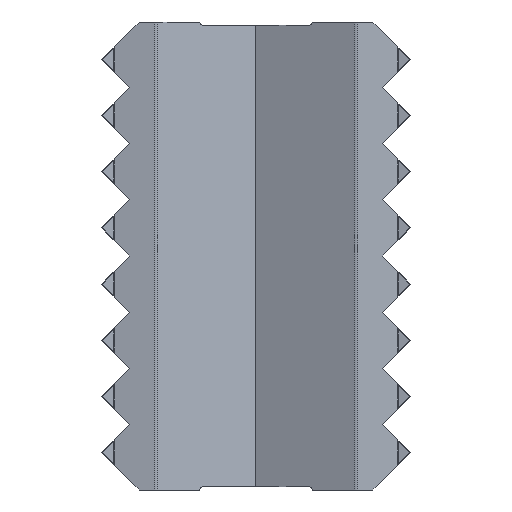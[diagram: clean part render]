
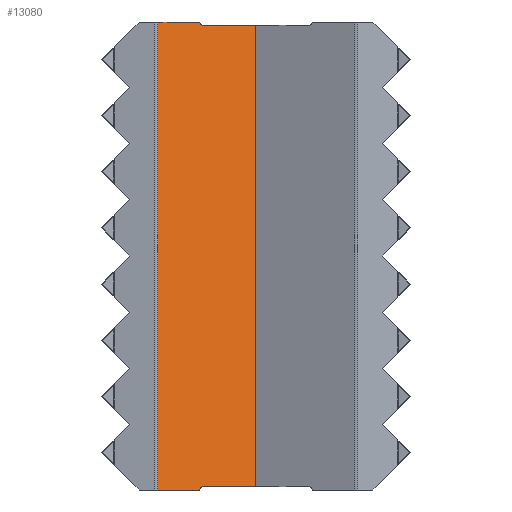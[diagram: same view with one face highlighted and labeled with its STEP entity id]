
A CAD part, front view. The second image highlights one B-rep face of the part: STEP entity #13080.
In plain terms, the highlighted face is planar.
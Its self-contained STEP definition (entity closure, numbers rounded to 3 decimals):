
#5810=CARTESIAN_POINT('',(44.292,114.903,-0.));
#5820=VERTEX_POINT('',#5810);
#5870=CARTESIAN_POINT('',(3.26,92.484,0.));
#5880=DIRECTION('',(-0.878,-0.479,0.));
#5890=VECTOR('',#5880,1.);
#5900=LINE('',#5870,#5890);
#5910=CARTESIAN_POINT('',(50.811,118.464,
0.));
#5920=VERTEX_POINT('',#5910);
#5930=EDGE_CURVE('',#5920,#5820,#5900,.T.);
#8790=CARTESIAN_POINT('',(50.811,118.464,75.));
#8800=VERTEX_POINT('',#8790);
#8830=CARTESIAN_POINT('',(3.26,92.484,75.));
#8840=DIRECTION('',(-0.878,-0.479,0.));
#8850=VECTOR('',#8840,1.);
#8860=LINE('',#8830,#8850);
#8870=CARTESIAN_POINT('',(44.292,114.903,75.));
#8880=VERTEX_POINT('',#8870);
#8890=EDGE_CURVE('',#8800,#8880,#8860,.T.);
#10040=CARTESIAN_POINT('',(51.25,118.704,75.));
#10050=DIRECTION('',(-0.479,0.878,0.));
#10060=DIRECTION('',(0.878,0.479,0.));
#10070=AXIS2_PLACEMENT_3D('',#10040,#10050,#10060);
#10080=CIRCLE('',#10070,0.5);
#10090=CARTESIAN_POINT('',(51.25,118.704,74.5));
#10100=VERTEX_POINT('',#10090);
#10110=EDGE_CURVE('',#10100,#8800,#10080,.T.);
#10430=CARTESIAN_POINT('',(59.492,123.207,0.5));
#10440=VERTEX_POINT('',#10430);
#10750=CARTESIAN_POINT('',(51.25,118.704,0.5));
#10760=VERTEX_POINT('',#10750);
#10790=CARTESIAN_POINT('',(0.,90.703,0.5));
#10800=DIRECTION('',(-0.878,-0.479,0.));
#10810=VECTOR('',#10800,1.);
#10820=LINE('',#10790,#10810);
#10830=EDGE_CURVE('',#10440,#10760,#10820,.T.);
#10930=CARTESIAN_POINT('',(0.,90.703,74.5));
#10940=DIRECTION('',(0.878,0.479,0.));
#10950=VECTOR('',#10940,1.);
#10960=LINE('',#10930,#10950);
#10970=CARTESIAN_POINT('',(59.492,123.207,74.5));
#10980=VERTEX_POINT('',#10970);
#10990=EDGE_CURVE('',#10100,#10980,#10960,.T.);
#11480=CARTESIAN_POINT('',(51.25,118.704,0.));
#11490=DIRECTION('',(-0.479,0.878,0.));
#11500=DIRECTION('',(0.878,0.479,0.));
#11510=AXIS2_PLACEMENT_3D('',#11480,#11490,#11500);
#11520=CIRCLE('',#11510,0.5);
#11530=EDGE_CURVE('',#5920,#10760,#11520,.T.);
#12830=CARTESIAN_POINT('',(59.867,123.412,0.5));
#12840=DIRECTION('',(0.479,-0.878,0.));
#12850=DIRECTION('',(-0.878,-0.479,0.));
#12860=AXIS2_PLACEMENT_3D('',#12830,#12840,#12850);
#12870=PLANE('',#12860);
#12880=CARTESIAN_POINT('',(59.492,123.207,0.));
#12890=DIRECTION('',(-0.,-0.,1.));
#12900=VECTOR('',#12890,1.);
#12910=LINE('',#12880,#12900);
#12920=EDGE_CURVE('',#10440,#10980,#12910,.T.);
#12930=ORIENTED_EDGE('',*,*,#12920,.T.);
#12940=ORIENTED_EDGE('',*,*,#10830,.F.);
#12950=ORIENTED_EDGE('',*,*,#11530,.T.);
#12960=ORIENTED_EDGE('',*,*,#5930,.F.);
#12970=CARTESIAN_POINT('',(44.292,114.903,0.));
#12980=DIRECTION('',(0.,0.,1.));
#12990=VECTOR('',#12980,1.);
#13000=LINE('',#12970,#12990);
#13010=EDGE_CURVE('',#5820,#8880,#13000,.T.);
#13020=ORIENTED_EDGE('',*,*,#13010,.F.);
#13030=ORIENTED_EDGE('',*,*,#8890,.T.);
#13040=ORIENTED_EDGE('',*,*,#10110,.T.);
#13050=ORIENTED_EDGE('',*,*,#10990,.F.);
#13060=EDGE_LOOP('',(#13050,#13040,#13030,#13020,#12960,#12950,#12940,
#12930));
#13070=FACE_OUTER_BOUND('',#13060,.T.);
#13080=ADVANCED_FACE('',(#13070),#12870,.T.);
